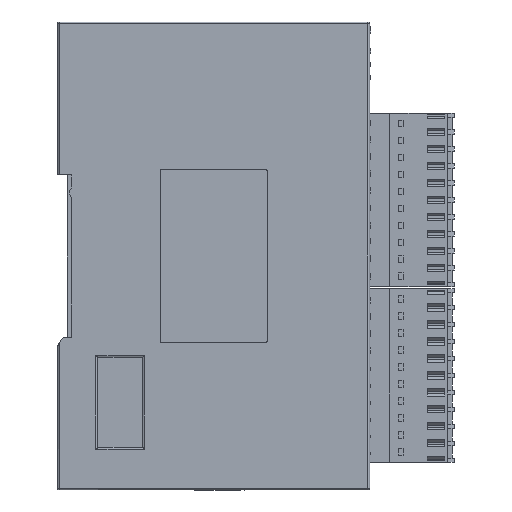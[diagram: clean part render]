
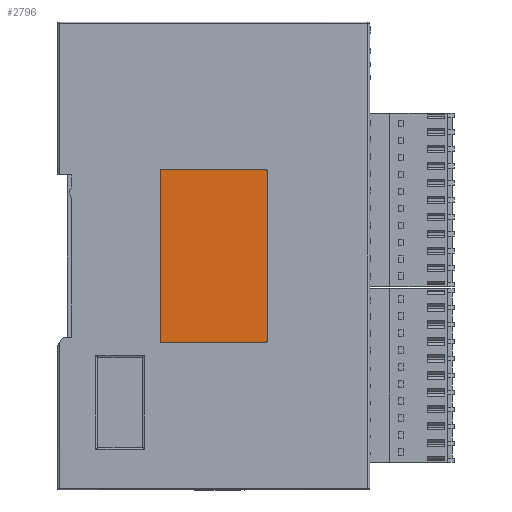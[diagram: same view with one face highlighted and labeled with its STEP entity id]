
A CAD part, left-side view. The second image highlights one B-rep face of the part: STEP entity #2796.
In plain terms, the highlighted planar face has unit normal (-1, 0, 0).
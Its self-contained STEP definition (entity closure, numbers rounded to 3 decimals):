
#311=(
BOUNDED_CURVE()
B_SPLINE_CURVE(2,(#56752,#56753,#56754),.UNSPECIFIED.,.F.,.F.)
B_SPLINE_CURVE_WITH_KNOTS((3,3),(0.,1.),.UNSPECIFIED.)
CURVE()
GEOMETRIC_REPRESENTATION_ITEM()
RATIONAL_B_SPLINE_CURVE((1.,0.707,1.))
REPRESENTATION_ITEM('')
);
#313=(
BOUNDED_CURVE()
B_SPLINE_CURVE(2,(#56766,#56767,#56768),.UNSPECIFIED.,.F.,.F.)
B_SPLINE_CURVE_WITH_KNOTS((3,3),(0.,1.),.UNSPECIFIED.)
CURVE()
GEOMETRIC_REPRESENTATION_ITEM()
RATIONAL_B_SPLINE_CURVE((1.,0.707,1.))
REPRESENTATION_ITEM('')
);
#315=(
BOUNDED_CURVE()
B_SPLINE_CURVE(2,(#56786,#56787,#56788),.UNSPECIFIED.,.F.,.F.)
B_SPLINE_CURVE_WITH_KNOTS((3,3),(0.,1.),.UNSPECIFIED.)
CURVE()
GEOMETRIC_REPRESENTATION_ITEM()
RATIONAL_B_SPLINE_CURVE((1.,0.707,1.))
REPRESENTATION_ITEM('')
);
#317=(
BOUNDED_CURVE()
B_SPLINE_CURVE(2,(#56798,#56799,#56800),.UNSPECIFIED.,.F.,.F.)
B_SPLINE_CURVE_WITH_KNOTS((3,3),(0.,1.),.UNSPECIFIED.)
CURVE()
GEOMETRIC_REPRESENTATION_ITEM()
RATIONAL_B_SPLINE_CURVE((1.,0.707,1.))
REPRESENTATION_ITEM('')
);
#2796=ADVANCED_FACE('',(#4842),#32794,.T.);
#4842=FACE_OUTER_BOUND('',#7063,.T.);
#7063=EDGE_LOOP('',(#17119,#17120,#17121,#17122,#17123,#17124,#17125,#17126));
#17119=ORIENTED_EDGE('',*,*,#22003,.F.);
#17120=ORIENTED_EDGE('',*,*,#21990,.F.);
#17121=ORIENTED_EDGE('',*,*,#21983,.F.);
#17122=ORIENTED_EDGE('',*,*,#21984,.F.);
#17123=ORIENTED_EDGE('',*,*,#21989,.F.);
#17124=ORIENTED_EDGE('',*,*,#21993,.F.);
#17125=ORIENTED_EDGE('',*,*,#21998,.F.);
#17126=ORIENTED_EDGE('',*,*,#21999,.F.);
#21983=EDGE_CURVE('',#30613,#30610,#311,.T.);
#21984=EDGE_CURVE('',#30614,#30613,#26930,.T.);
#21989=EDGE_CURVE('',#30617,#30614,#313,.T.);
#21990=EDGE_CURVE('',#30610,#30618,#26934,.T.);
#21993=EDGE_CURVE('',#30620,#30617,#26937,.T.);
#21998=EDGE_CURVE('',#30623,#30620,#315,.T.);
#21999=EDGE_CURVE('',#30624,#30623,#26941,.T.);
#22003=EDGE_CURVE('',#30618,#30624,#317,.T.);
#26930=B_SPLINE_CURVE_WITH_KNOTS('',1,(#56755,#56756),.UNSPECIFIED.,.F.,
 .F.,(2,2),(0.,23.),.UNSPECIFIED.);
#26934=B_SPLINE_CURVE_WITH_KNOTS('',1,(#56769,#56770),.UNSPECIFIED.,.F.,
 .F.,(2,2),(0.,38.),.UNSPECIFIED.);
#26937=B_SPLINE_CURVE_WITH_KNOTS('',1,(#56775,#56776),.UNSPECIFIED.,.F.,
 .F.,(2,2),(0.,38.),.UNSPECIFIED.);
#26941=B_SPLINE_CURVE_WITH_KNOTS('',1,(#56789,#56790),.UNSPECIFIED.,.F.,
 .F.,(2,2),(0.,23.),.UNSPECIFIED.);
#30610=VERTEX_POINT('',#49166);
#30613=VERTEX_POINT('',#49169);
#30614=VERTEX_POINT('',#49170);
#30617=VERTEX_POINT('',#49173);
#30618=VERTEX_POINT('',#49174);
#30620=VERTEX_POINT('',#49176);
#30623=VERTEX_POINT('',#49179);
#30624=VERTEX_POINT('',#49180);
#32794=PLANE('',#34902);
#34902=AXIS2_PLACEMENT_3D('',#47030,#36833,$);
#36833=DIRECTION('',(-1.,0.,0.));
#47030=CARTESIAN_POINT('',(-345.703,-71.468,212.686));
#49166=CARTESIAN_POINT('',(-345.703,-97.88,255.098));
#49169=CARTESIAN_POINT('',(-345.703,-97.38,255.598));
#49170=CARTESIAN_POINT('',(-345.703,-74.38,255.598));
#49173=CARTESIAN_POINT('',(-345.703,-73.88,255.098));
#49174=CARTESIAN_POINT('',(-345.703,-97.88,217.098));
#49176=CARTESIAN_POINT('',(-345.703,-73.88,217.098));
#49179=CARTESIAN_POINT('',(-345.703,-74.38,216.598));
#49180=CARTESIAN_POINT('',(-345.703,-97.38,216.598));
#56752=CARTESIAN_POINT('',(-345.703,-97.38,255.598));
#56753=CARTESIAN_POINT('',(-345.703,-97.88,255.598));
#56754=CARTESIAN_POINT('',(-345.703,-97.88,255.098));
#56755=CARTESIAN_POINT('',(-345.703,-74.38,255.598));
#56756=CARTESIAN_POINT('',(-345.703,-97.38,255.598));
#56766=CARTESIAN_POINT('',(-345.703,-73.88,255.098));
#56767=CARTESIAN_POINT('',(-345.703,-73.88,255.598));
#56768=CARTESIAN_POINT('',(-345.703,-74.38,255.598));
#56769=CARTESIAN_POINT('',(-345.703,-97.88,255.098));
#56770=CARTESIAN_POINT('',(-345.703,-97.88,217.098));
#56775=CARTESIAN_POINT('',(-345.703,-73.88,217.098));
#56776=CARTESIAN_POINT('',(-345.703,-73.88,255.098));
#56786=CARTESIAN_POINT('',(-345.703,-74.38,216.598));
#56787=CARTESIAN_POINT('',(-345.703,-73.88,216.598));
#56788=CARTESIAN_POINT('',(-345.703,-73.88,217.098));
#56789=CARTESIAN_POINT('',(-345.703,-97.38,216.598));
#56790=CARTESIAN_POINT('',(-345.703,-74.38,216.598));
#56798=CARTESIAN_POINT('',(-345.703,-97.88,217.098));
#56799=CARTESIAN_POINT('',(-345.703,-97.88,216.598));
#56800=CARTESIAN_POINT('',(-345.703,-97.38,216.598));
